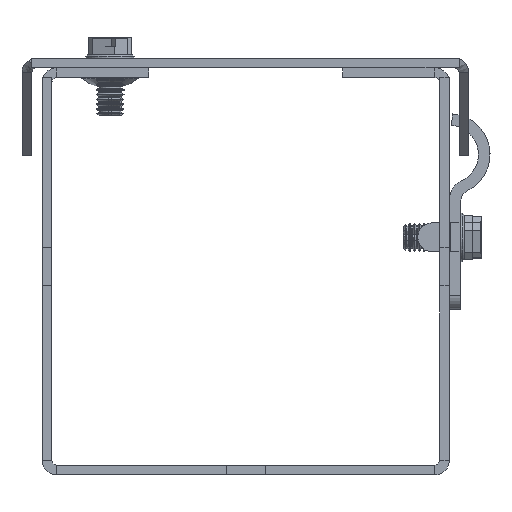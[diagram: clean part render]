
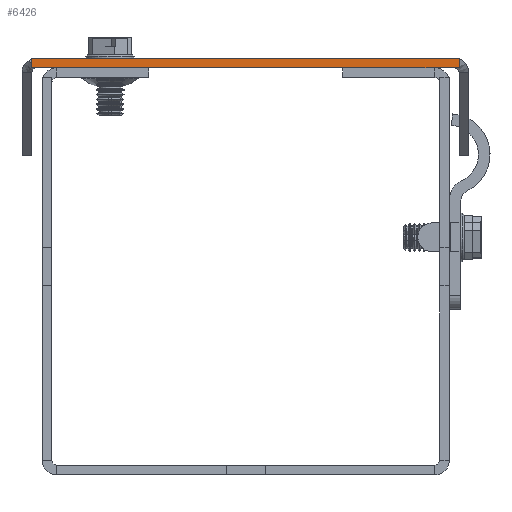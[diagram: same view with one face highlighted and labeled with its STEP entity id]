
A CAD part, left-side view. The second image highlights one B-rep face of the part: STEP entity #6426.
In plain terms, the highlighted face is planar.
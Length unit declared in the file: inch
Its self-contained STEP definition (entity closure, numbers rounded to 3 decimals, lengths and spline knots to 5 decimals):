
#646=LINE('',#10394,#1235);
#655=LINE('',#10412,#1244);
#674=LINE('',#10451,#1263);
#676=LINE('',#10456,#1265);
#1235=VECTOR('',#8203,2.755);
#1244=VECTOR('',#8220,2.755);
#1263=VECTOR('',#8263,0.0625);
#1265=VECTOR('',#8271,0.0625);
#1548=PLANE('',#6891);
#2011=FACE_OUTER_BOUND('',#2459,.T.);
#2459=EDGE_LOOP('',(#5464,#5465,#5466,#5467));
#3215=VERTEX_POINT('',#10391);
#3216=VERTEX_POINT('',#10393);
#3220=VERTEX_POINT('',#10409);
#3221=VERTEX_POINT('',#10411);
#3974=EDGE_CURVE('',#3216,#3215,#646,.T.);
#3983=EDGE_CURVE('',#3221,#3220,#655,.T.);
#4003=EDGE_CURVE('',#3221,#3215,#674,.T.);
#4005=EDGE_CURVE('',#3220,#3216,#676,.T.);
#5464=ORIENTED_EDGE('',*,*,#3974,.T.);
#5465=ORIENTED_EDGE('',*,*,#4003,.F.);
#5466=ORIENTED_EDGE('',*,*,#3983,.T.);
#5467=ORIENTED_EDGE('',*,*,#4005,.T.);
#6426=ADVANCED_FACE('',(#2011),#1548,.T.);
#6891=AXIS2_PLACEMENT_3D('',#10457,#8272,#8273);
#8203=DIRECTION('',(0.,-1.,0.));
#8220=DIRECTION('',(0.,1.,0.));
#8263=DIRECTION('',(0.,0.,1.));
#8271=DIRECTION('',(0.,0.,1.));
#8272=DIRECTION('center_axis',(1.,0.,0.));
#8273=DIRECTION('ref_axis',(0.,0.,-1.));
#10391=CARTESIAN_POINT('',(60.,0.,0.0625));
#10393=CARTESIAN_POINT('',(60.,2.755,0.0625));
#10394=CARTESIAN_POINT('',(60.,0.,0.0625));
#10409=CARTESIAN_POINT('',(60.,2.755,0.));
#10411=CARTESIAN_POINT('',(60.,0.,0.));
#10412=CARTESIAN_POINT('',(60.,0.,0.));
#10451=CARTESIAN_POINT('',(60.,0.,0.));
#10456=CARTESIAN_POINT('',(60.,2.755,0.));
#10457=CARTESIAN_POINT('Origin',(60.,2.755,0.));
